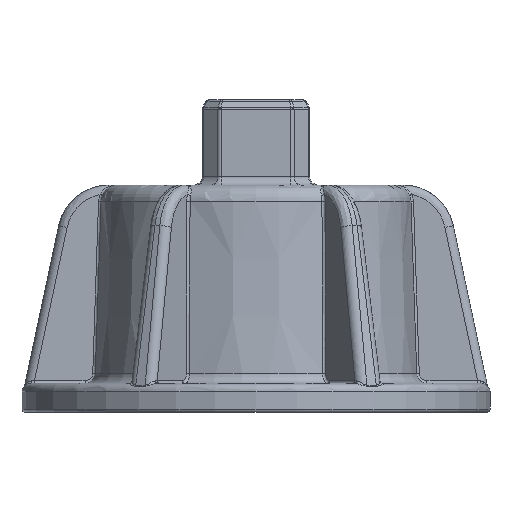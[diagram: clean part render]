
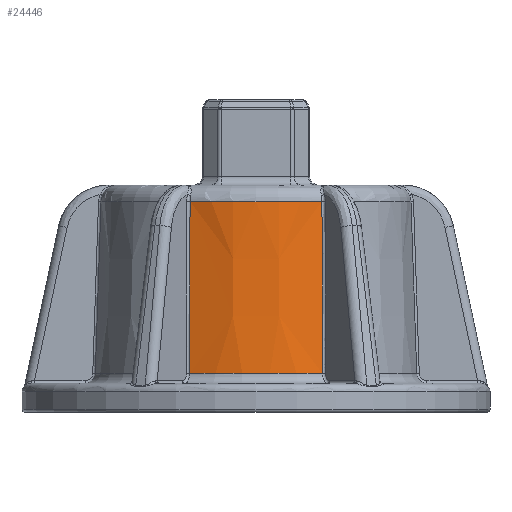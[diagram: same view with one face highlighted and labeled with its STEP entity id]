
A CAD part, front view. The second image highlights one B-rep face of the part: STEP entity #24446.
In plain terms, the highlighted conical face has half-angle 2 degrees and reference radius 18.544 mm.
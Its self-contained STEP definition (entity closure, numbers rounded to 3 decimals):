
#3668=CARTESIAN_POINT('',(0.,0.,23.87));
#3669=DIRECTION('',(0.,0.,-1.));
#3670=DIRECTION('',(0.424,-0.906,0.));
#3671=AXIS2_PLACEMENT_3D('',#3668,#3669,#3670);
#3676=CARTESIAN_POINT('',(-7.716,-16.475,
23.87));
#3891=CARTESIAN_POINT('',(-7.776,-17.221,
3.758));
#3892=CARTESIAN_POINT('',(-7.769,-17.137,
6.018));
#3893=CARTESIAN_POINT('',(-7.756,-16.97,
10.522));
#3894=CARTESIAN_POINT('',(-7.736,-16.722,
17.226));
#3895=CARTESIAN_POINT('',(-7.723,-16.557,
21.661));
#3896=CARTESIAN_POINT('',(-7.716,-16.475,
23.87));
#3901=CARTESIAN_POINT('',(7.716,-16.475,23.87));
#3902=CARTESIAN_POINT('',(7.723,-16.557,21.661));
#3903=CARTESIAN_POINT('',(7.736,-16.722,17.226));
#3904=CARTESIAN_POINT('',(7.756,-16.97,10.522));
#3905=CARTESIAN_POINT('',(7.769,-17.137,6.018));
#3906=CARTESIAN_POINT('',(7.776,-17.221,3.758));
#7614=CARTESIAN_POINT('',(0.,0.,3.758));
#7615=DIRECTION('',(0.,0.,1.));
#7616=DIRECTION('',(-0.412,-0.911,0.));
#7617=AXIS2_PLACEMENT_3D('',#7614,#7615,#7616);
#7622=CARTESIAN_POINT('',(7.776,-17.221,3.758));
#19583=VERTEX_POINT('',#7622);
#19585=VERTEX_POINT('',#3901);
#19591=VERTEX_POINT('',#3676);
#19593=VERTEX_POINT('',#3891);
#24432=CARTESIAN_POINT('',(0.,0.,13.814));
#24433=DIRECTION('',(0.,0.,-1.));
#24434=DIRECTION('',(1.,0.,0.));
#24435=AXIS2_PLACEMENT_3D('',#24432,#24433,#24434);
#24436=CONICAL_SURFACE('',#24435,18.544,2.);
#24438=ORIENTED_EDGE('',*,*,#24437,.T.);
#24439=ORIENTED_EDGE('',*,*,#24177,.F.);
#24441=ORIENTED_EDGE('',*,*,#24440,.T.);
#24443=ORIENTED_EDGE('',*,*,#24442,.F.);
#24444=EDGE_LOOP('',(#24438,#24439,#24441,#24443));
#24445=FACE_OUTER_BOUND('',#24444,.F.);
#24446=ADVANCED_FACE('',(#24445),#24436,.T.);
#3672=CIRCLE('',#3671,18.192);
#3897=B_SPLINE_CURVE_WITH_KNOTS('',3,(#3891,#3892,#3893,#3894,#3895,#3896),
.UNSPECIFIED.,.F.,.F.,(4,1,1,4),(0.,0.333,0.667,1.),
.UNSPECIFIED.);
#3907=B_SPLINE_CURVE_WITH_KNOTS('',3,(#3901,#3902,#3903,#3904,#3905,#3906),
.UNSPECIFIED.,.F.,.F.,(4,1,1,4),(0.,0.333,0.667,1.),
.UNSPECIFIED.);
#7618=CIRCLE('',#7617,18.895);
#24177=EDGE_CURVE('',#19585,#19591,#3672,.T.);
#24437=EDGE_CURVE('',#19593,#19591,#3897,.T.);
#24440=EDGE_CURVE('',#19585,#19583,#3907,.T.);
#24442=EDGE_CURVE('',#19593,#19583,#7618,.T.);
